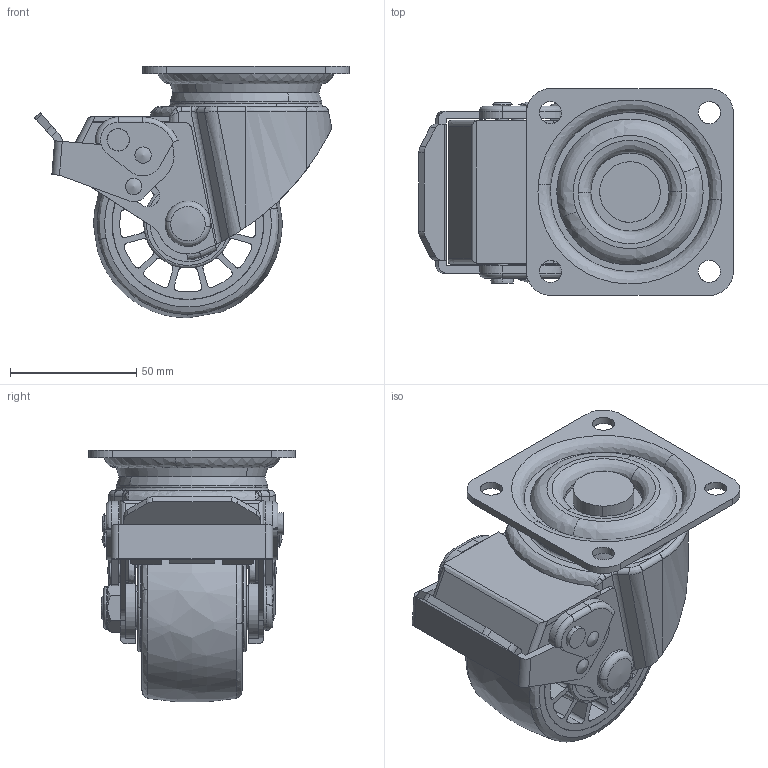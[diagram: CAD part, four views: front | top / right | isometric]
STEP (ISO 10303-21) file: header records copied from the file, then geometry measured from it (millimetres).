
FILE_DESCRIPTION((''),'2;1');
FILE_NAME('','2007-04-02T16:32:39',(''),(''),'','CADfix','');
FILE_SCHEMA(('AUTOMOTIVE_DESIGN { 1 0 10303 214 1 1 1 1 }'));
Length unit declared in the file: millimetre
Bounding box: 124.79 x 82 x 99.83 mm (x, y, z)
Volume: 259194.2 mm3; surface area: 112598.2 mm2
Topology: 10 solids, 10 shells, 583 faces, 2018 edges, 1472 vertices
Faces by surface type: bspline 583
Entity records: 30577 total; most frequent: CARTESIAN_POINT 18752, ORIENTED_EDGE 4032, EDGE_CURVE 2016, VERTEX_POINT 1472, B_SPLINE_CURVE_WITH_KNOTS 1271, QUASI_UNIFORM_CURVE 729, EDGE_LOOP 674, FACE_OUTER_BOUND 583
